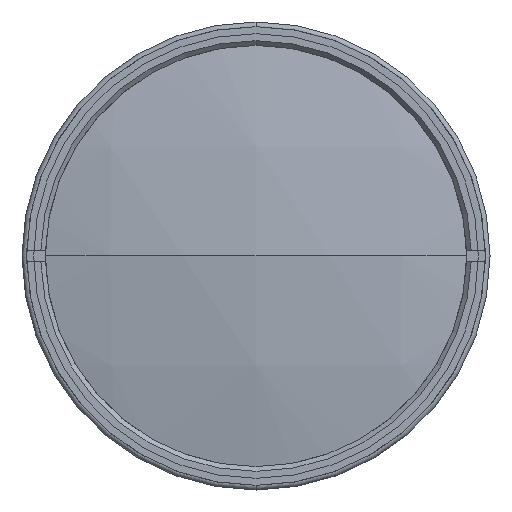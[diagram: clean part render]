
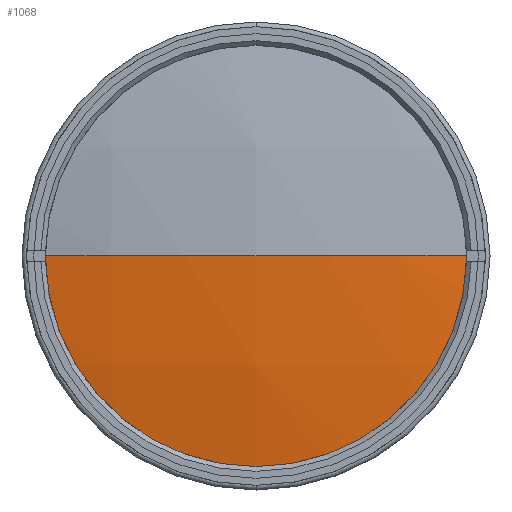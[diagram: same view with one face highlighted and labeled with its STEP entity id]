
A CAD part, left-side view. The second image highlights one B-rep face of the part: STEP entity #1068.
In plain terms, the highlighted spherical face has radius 224 mm.
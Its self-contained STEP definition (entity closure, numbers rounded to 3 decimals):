
#11 = ORIENTED_EDGE ( 'NONE', *, *, #3733, .F. ) ;
#269 = CARTESIAN_POINT ( 'NONE',  ( -348.83, 0., 0. ) ) ;
#305 = DIRECTION ( 'NONE',  ( 0., 1., 0. ) ) ;
#945 = CARTESIAN_POINT ( 'NONE',  ( -348.83, 0., 0. ) ) ;
#971 = VERTEX_POINT ( 'NONE', #993 ) ;
#987 = DIRECTION ( 'NONE',  ( -1., 0., 0. ) ) ;
#993 = CARTESIAN_POINT ( 'NONE',  ( -572.83, 0., 0. ) ) ;
#1068 = ADVANCED_FACE ( 'NONE', ( #1374 ), #2827, .T. ) ;
#1130 = DIRECTION ( 'NONE',  ( 0., 1., 0. ) ) ;
#1192 = CIRCLE ( 'NONE', #2171, 224. ) ;
#1269 = DIRECTION ( 'NONE',  ( 0., 0., 1. ) ) ;
#1342 = AXIS2_PLACEMENT_3D ( 'NONE', #2945, #987, #1744 ) ;
#1374 = FACE_OUTER_BOUND ( 'NONE', #1728, .T. ) ;
#1728 = EDGE_LOOP ( 'NONE', ( #2497, #2947, #11 ) ) ;
#1744 = DIRECTION ( 'NONE',  ( 0., 0., 1. ) ) ;
#2033 = DIRECTION ( 'NONE',  ( 0., 0., -1. ) ) ;
#2064 = EDGE_CURVE ( 'NONE', #3735, #971, #4007, .T. ) ;
#2171 = AXIS2_PLACEMENT_3D ( 'NONE', #945, #1269, #3594 ) ;
#2497 = ORIENTED_EDGE ( 'NONE', *, *, #3879, .T. ) ;
#2738 = CARTESIAN_POINT ( 'NONE',  ( -348.83, 0., 0. ) ) ;
#2827 = SPHERICAL_SURFACE ( 'NONE', #2919, 224. ) ;
#2905 = CARTESIAN_POINT ( 'NONE',  ( -567.95, -46.5, 0. ) ) ;
#2909 = CARTESIAN_POINT ( 'NONE',  ( -567.95, 46.5, 0. ) ) ;
#2919 = AXIS2_PLACEMENT_3D ( 'NONE', #2738, #2033, #1130 ) ;
#2945 = CARTESIAN_POINT ( 'NONE',  ( -567.95, 0., 0. ) ) ;
#2947 = ORIENTED_EDGE ( 'NONE', *, *, #2064, .T. ) ;
#3151 = CIRCLE ( 'NONE', #1342, 46.5 ) ;
#3214 = VERTEX_POINT ( 'NONE', #2909 ) ;
#3315 = AXIS2_PLACEMENT_3D ( 'NONE', #269, #4097, #305 ) ;
#3594 = DIRECTION ( 'NONE',  ( 0., -1., 0. ) ) ;
#3733 = EDGE_CURVE ( 'NONE', #3214, #971, #1192, .T. ) ;
#3735 = VERTEX_POINT ( 'NONE', #2905 ) ;
#3879 = EDGE_CURVE ( 'NONE', #3214, #3735, #3151, .T. ) ;
#4007 = CIRCLE ( 'NONE', #3315, 224. ) ;
#4097 = DIRECTION ( 'NONE',  ( 0., 0., -1. ) ) ;
